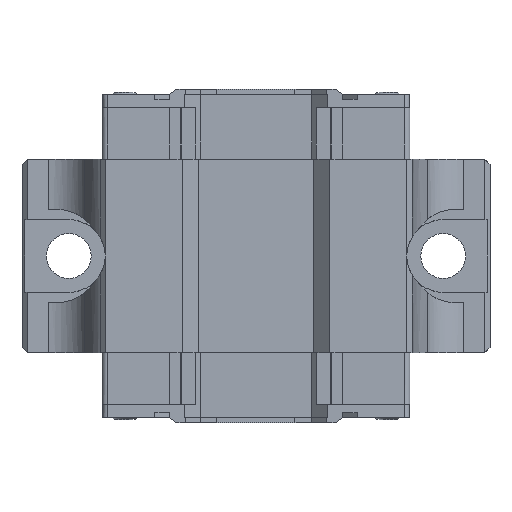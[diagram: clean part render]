
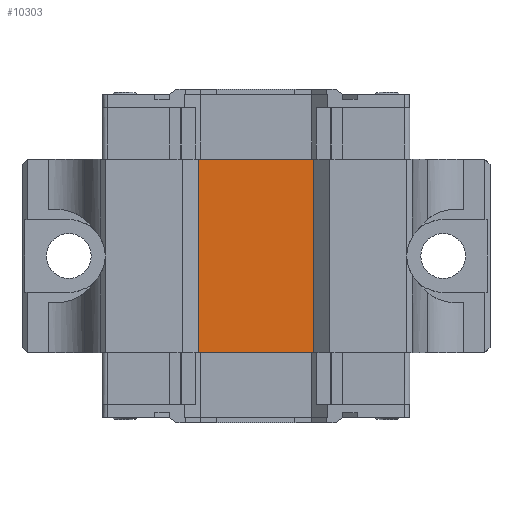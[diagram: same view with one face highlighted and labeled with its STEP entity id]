
A CAD part, front view. The second image highlights one B-rep face of the part: STEP entity #10303.
In plain terms, the highlighted planar face has unit normal (0, -1, 0).
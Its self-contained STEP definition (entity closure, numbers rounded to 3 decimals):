
#1327=FACE_OUTER_BOUND('',#1907,.T.);
#1907=EDGE_LOOP('',(#9357,#9358,#9359,#9360));
#2816=LINE('',#16667,#3890);
#2862=LINE('',#16814,#3936);
#2981=LINE('',#17210,#4055);
#2982=LINE('',#17212,#4056);
#3890=VECTOR('',#13673,10.);
#3936=VECTOR('',#13833,10.);
#4055=VECTOR('',#14138,10.);
#4056=VECTOR('',#14141,10.);
#4888=VERTEX_POINT('',#16664);
#4889=VERTEX_POINT('',#16666);
#4932=VERTEX_POINT('',#16811);
#4933=VERTEX_POINT('',#16813);
#6244=EDGE_CURVE('',#4888,#4889,#2816,.T.);
#6316=EDGE_CURVE('',#4932,#4933,#2862,.T.);
#6473=EDGE_CURVE('',#4888,#4933,#2981,.T.);
#6474=EDGE_CURVE('',#4889,#4932,#2982,.T.);
#9357=ORIENTED_EDGE('',*,*,#6473,.T.);
#9358=ORIENTED_EDGE('',*,*,#6316,.F.);
#9359=ORIENTED_EDGE('',*,*,#6474,.F.);
#9360=ORIENTED_EDGE('',*,*,#6244,.F.);
#9763=PLANE('',#11248);
#10303=ADVANCED_FACE('',(#1327),#9763,.T.);
#11248=AXIS2_PLACEMENT_3D('',#17211,#14139,#14140);
#13673=DIRECTION('',(-1.,0.,0.));
#13833=DIRECTION('',(1.,0.,0.));
#14138=DIRECTION('',(0.,0.,1.));
#14139=DIRECTION('center_axis',(0.,-1.,0.));
#14140=DIRECTION('ref_axis',(1.,0.,0.));
#14141=DIRECTION('',(0.,0.,1.));
#16664=CARTESIAN_POINT('',(11.27,-8.9,-18.6));
#16666=CARTESIAN_POINT('',(-11.27,-8.9,-18.6));
#16667=CARTESIAN_POINT('',(-11.27,-8.9,-18.6));
#16811=CARTESIAN_POINT('',(-11.27,-8.9,18.6));
#16813=CARTESIAN_POINT('',(11.27,-8.9,18.6));
#16814=CARTESIAN_POINT('',(-11.27,-8.9,18.6));
#17210=CARTESIAN_POINT('',(11.27,-8.9,0.));
#17211=CARTESIAN_POINT('Origin',(-11.27,-8.9,0.));
#17212=CARTESIAN_POINT('',(-11.27,-8.9,0.));
